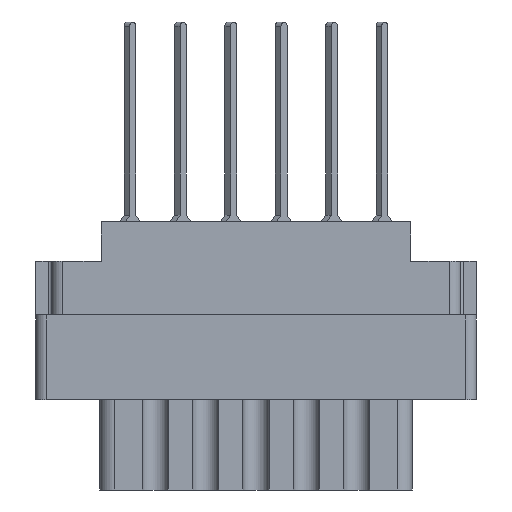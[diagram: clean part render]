
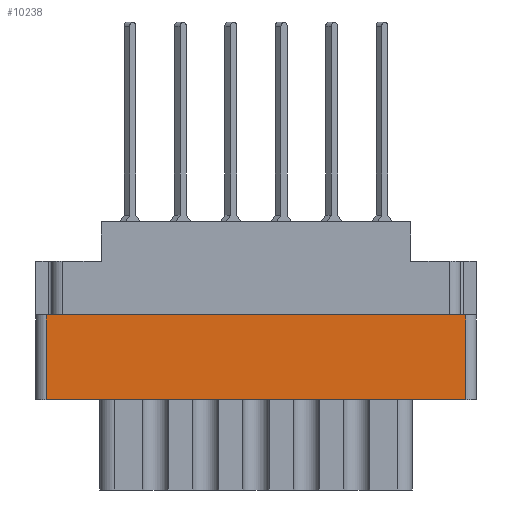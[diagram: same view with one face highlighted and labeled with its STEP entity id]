
A CAD part, front view. The second image highlights one B-rep face of the part: STEP entity #10238.
In plain terms, the highlighted planar face has unit normal (0, -1, 0).
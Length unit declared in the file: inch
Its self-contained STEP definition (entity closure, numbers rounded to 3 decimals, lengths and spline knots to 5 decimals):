
#505 = VERTEX_POINT ( 'NONE', #9381 ) ;
#933 = DIRECTION ( 'NONE',  ( 0., 0., 1. ) ) ;
#2420 = CARTESIAN_POINT ( 'NONE',  ( 0.624, -0.343, -0.798 ) ) ;
#2504 = CARTESIAN_POINT ( 'NONE',  ( 0.624, -0.343, -0.529 ) ) ;
#2612 = DIRECTION ( 'NONE',  ( 1., 0., 0. ) ) ;
#3863 = DIRECTION ( 'NONE',  ( 0., 0., -1. ) ) ;
#3975 = DIRECTION ( 'NONE',  ( 0., -1., 0. ) ) ;
#4103 = CARTESIAN_POINT ( 'NONE',  ( -0.624, -0.343, -0.798 ) ) ;
#4168 = ORIENTED_EDGE ( 'NONE', *, *, #20710, .F. ) ;
#4220 = LINE ( 'NONE', #2420, #12442 ) ;
#4601 = EDGE_CURVE ( 'NONE', #505, #7667, #4220, .T. ) ;
#4630 = LINE ( 'NONE', #6419, #19788 ) ;
#5033 = VERTEX_POINT ( 'NONE', #22244 ) ;
#5764 = FACE_OUTER_BOUND ( 'NONE', #13030, .T. ) ;
#6419 = CARTESIAN_POINT ( 'NONE',  ( -0.656, -0.343, -0.277 ) ) ;
#7369 = CARTESIAN_POINT ( 'NONE',  ( 0.624, -0.343, -0.277 ) ) ;
#7667 = VERTEX_POINT ( 'NONE', #7369 ) ;
#9381 = CARTESIAN_POINT ( 'NONE',  ( 0.624, -0.343, -0.529 ) ) ;
#9641 = CARTESIAN_POINT ( 'NONE',  ( -0.624, -0.343, -0.277 ) ) ;
#10030 = VECTOR ( 'NONE', #16865, 39.37008 ) ;
#10238 = ADVANCED_FACE ( 'NONE', ( #5764 ), #16668, .T. ) ;
#10446 = AXIS2_PLACEMENT_3D ( 'NONE', #4103, #3975, #3863 ) ;
#10791 = LINE ( 'NONE', #18087, #22388 ) ;
#12442 = VECTOR ( 'NONE', #22160, 39.37008 ) ;
#13030 = EDGE_LOOP ( 'NONE', ( #14345, #20875, #17780, #4168 ) ) ;
#14345 = ORIENTED_EDGE ( 'NONE', *, *, #18686, .F. ) ;
#16668 = PLANE ( 'NONE',  #10446 ) ;
#16865 = DIRECTION ( 'NONE',  ( -1., 0., 0. ) ) ;
#17780 = ORIENTED_EDGE ( 'NONE', *, *, #4601, .T. ) ;
#18087 = CARTESIAN_POINT ( 'NONE',  ( -0.624, -0.343, -0.798 ) ) ;
#18658 = LINE ( 'NONE', #2504, #10030 ) ;
#18686 = EDGE_CURVE ( 'NONE', #5033, #22511, #10791, .T. ) ;
#19788 = VECTOR ( 'NONE', #2612, 39.37008 ) ;
#20710 = EDGE_CURVE ( 'NONE', #22511, #7667, #4630, .T. ) ;
#20875 = ORIENTED_EDGE ( 'NONE', *, *, #22012, .F. ) ;
#22012 = EDGE_CURVE ( 'NONE', #505, #5033, #18658, .T. ) ;
#22160 = DIRECTION ( 'NONE',  ( 0., 0., 1. ) ) ;
#22244 = CARTESIAN_POINT ( 'NONE',  ( -0.624, -0.343, -0.529 ) ) ;
#22388 = VECTOR ( 'NONE', #933, 39.37008 ) ;
#22511 = VERTEX_POINT ( 'NONE', #9641 ) ;
